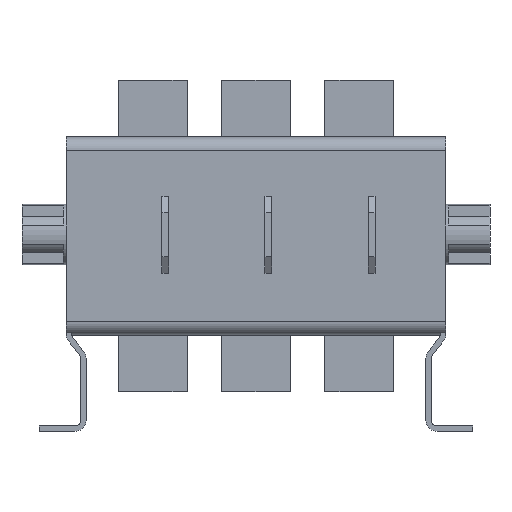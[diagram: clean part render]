
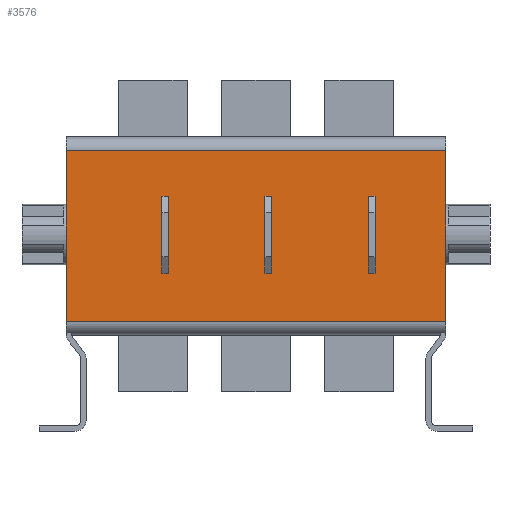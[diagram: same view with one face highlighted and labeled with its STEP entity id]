
A CAD part, front view. The second image highlights one B-rep face of the part: STEP entity #3576.
In plain terms, the highlighted planar face has unit normal (0, -1, 0).
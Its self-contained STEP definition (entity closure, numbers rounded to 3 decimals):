
#43 = DIRECTION ( 'NONE',  ( 0., 0., 1. ) ) ;
#177 = LINE ( 'NONE', #10155, #4520 ) ;
#508 = DIRECTION ( 'NONE',  ( -1., 0., 0. ) ) ;
#1046 = CARTESIAN_POINT ( 'NONE',  ( 69., -70., -5. ) ) ;
#1466 = DIRECTION ( 'NONE',  ( 0., 0., 1. ) ) ;
#1767 = ORIENTED_EDGE ( 'NONE', *, *, #9944, .F. ) ;
#2632 = EDGE_LOOP ( 'NONE', ( #1767, #6436, #6713, #7280 ) ) ;
#3038 = CARTESIAN_POINT ( 'NONE',  ( 69., -70., -72. ) ) ;
#3104 = CARTESIAN_POINT ( 'NONE',  ( 69., -70., -67. ) ) ;
#3299 = CARTESIAN_POINT ( 'NONE',  ( -69., -70., -67. ) ) ;
#3576 = ADVANCED_FACE ( 'NONE', ( #4935 ), #9293, .T. ) ;
#3890 = EDGE_CURVE ( 'NONE', #6670, #4516, #5880, .T. ) ;
#4516 = VERTEX_POINT ( 'NONE', #9533 ) ;
#4520 = VECTOR ( 'NONE', #43, 1000. ) ;
#4565 = VECTOR ( 'NONE', #508, 1000. ) ;
#4611 = VECTOR ( 'NONE', #1466, 1000. ) ;
#4622 = CARTESIAN_POINT ( 'NONE',  ( -69., -70., -72. ) ) ;
#4935 = FACE_OUTER_BOUND ( 'NONE', #2632, .T. ) ;
#4940 = DIRECTION ( 'NONE',  ( 1., 0., 0. ) ) ;
#5402 = DIRECTION ( 'NONE',  ( 0., -1., 0. ) ) ;
#5639 = AXIS2_PLACEMENT_3D ( 'NONE', #4622, #5402, #9327 ) ;
#5880 = LINE ( 'NONE', #5892, #4565 ) ;
#5892 = CARTESIAN_POINT ( 'NONE',  ( -69., -70., -5. ) ) ;
#6392 = LINE ( 'NONE', #3038, #4611 ) ;
#6436 = ORIENTED_EDGE ( 'NONE', *, *, #8438, .T. ) ;
#6670 = VERTEX_POINT ( 'NONE', #1046 ) ;
#6713 = ORIENTED_EDGE ( 'NONE', *, *, #7009, .T. ) ;
#7009 = EDGE_CURVE ( 'NONE', #9813, #6670, #6392, .T. ) ;
#7280 = ORIENTED_EDGE ( 'NONE', *, *, #3890, .T. ) ;
#7335 = VECTOR ( 'NONE', #4940, 1000. ) ;
#8438 = EDGE_CURVE ( 'NONE', #8739, #9813, #9686, .T. ) ;
#8739 = VERTEX_POINT ( 'NONE', #3299 ) ;
#9293 = PLANE ( 'NONE',  #5639 ) ;
#9327 = DIRECTION ( 'NONE',  ( 0., 0., -1. ) ) ;
#9533 = CARTESIAN_POINT ( 'NONE',  ( -69., -70., -5. ) ) ;
#9686 = LINE ( 'NONE', #10128, #7335 ) ;
#9813 = VERTEX_POINT ( 'NONE', #3104 ) ;
#9944 = EDGE_CURVE ( 'NONE', #8739, #4516, #177, .T. ) ;
#10128 = CARTESIAN_POINT ( 'NONE',  ( 69., -70., -67. ) ) ;
#10155 = CARTESIAN_POINT ( 'NONE',  ( -69., -70., -72. ) ) ;
